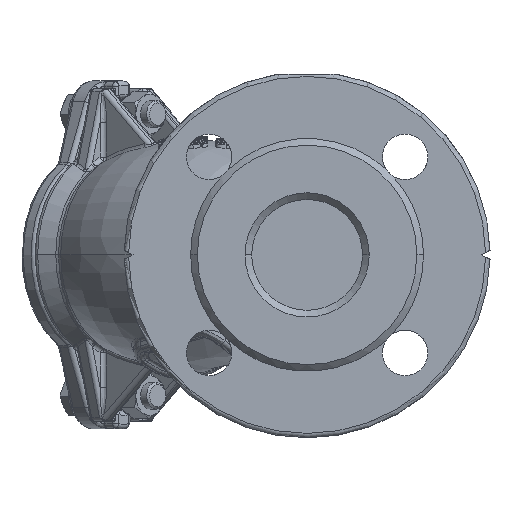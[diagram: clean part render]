
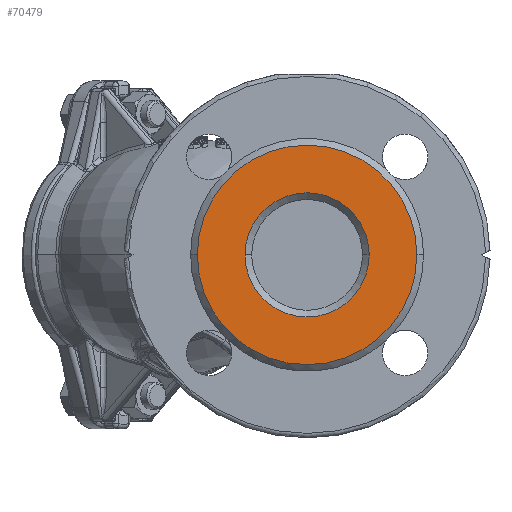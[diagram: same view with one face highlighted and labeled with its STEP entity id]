
A CAD part, left-side view. The second image highlights one B-rep face of the part: STEP entity #70479.
In plain terms, the highlighted planar face has unit normal (-1, 0, 0).
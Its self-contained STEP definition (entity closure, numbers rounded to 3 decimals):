
#7506 = AXIS2_PLACEMENT_3D ( 'NONE', #10421, #10422, #10423 ) ;
#7583 = AXIS2_PLACEMENT_3D ( 'NONE', #10770, #10771, #10772 ) ;
#10421 = CARTESIAN_POINT ( 'NONE',  ( -108., 0., 0. ) ) ;
#10422 = DIRECTION ( 'NONE',  ( 1., 0., 0. ) ) ;
#10423 = DIRECTION ( 'NONE',  ( 0., 1., 0. ) ) ;
#10770 = CARTESIAN_POINT ( 'NONE',  ( -108., 0., 0. ) ) ;
#10771 = DIRECTION ( 'NONE',  ( 1., 0., 0. ) ) ;
#10772 = DIRECTION ( 'NONE',  ( 0., -1., 0. ) ) ;
#13471 = FACE_OUTER_BOUND ( 'NONE', #50197, .T. ) ;
#13481 = FACE_BOUND ( 'NONE', #50214, .T. ) ;
#17594 = CIRCLE ( 'NONE', #7506, 49.5 ) ;
#17923 = CIRCLE ( 'NONE', #7583, 28. ) ;
#22151 = CARTESIAN_POINT ( 'NONE',  ( -108., 0., 0. ) ) ;
#22152 = DIRECTION ( 'NONE',  ( 1., 0., 0. ) ) ;
#22153 = DIRECTION ( 'NONE',  ( 0., 1., 0. ) ) ;
#22158 = CARTESIAN_POINT ( 'NONE',  ( -108., 0., 0. ) ) ;
#22159 = DIRECTION ( 'NONE',  ( 1., 0., 0. ) ) ;
#22160 = DIRECTION ( 'NONE',  ( 0., -1., 0. ) ) ;
#30859 = AXIS2_PLACEMENT_3D ( 'NONE', #22151, #22152, #22153 ) ;
#30861 = AXIS2_PLACEMENT_3D ( 'NONE', #22158, #22159, #22160 ) ;
#33849 = CARTESIAN_POINT ( 'NONE',  ( -108., 0., 0. ) ) ;
#33864 = PLANE ( 'NONE',  #53896 ) ;
#33867 = DIRECTION ( 'NONE',  ( -1., 0., 0. ) ) ;
#33869 = DIRECTION ( 'NONE',  ( 0., -1., 0. ) ) ;
#38286 = EDGE_CURVE ( 'NONE', #52890, #52950, #62769, .T. ) ;
#38288 = EDGE_CURVE ( 'NONE', #52968, #52967, #62776, .T. ) ;
#40392 = CARTESIAN_POINT ( 'NONE',  ( -108., -49.5, 0. ) ) ;
#40452 = CARTESIAN_POINT ( 'NONE',  ( -108., 49.5, 0. ) ) ;
#40469 = CARTESIAN_POINT ( 'NONE',  ( -108., -28., 0. ) ) ;
#40470 = CARTESIAN_POINT ( 'NONE',  ( -108., 28., 0. ) ) ;
#41767 = ORIENTED_EDGE ( 'NONE', *, *, #55912, .F. ) ;
#50197 = EDGE_LOOP ( 'NONE', ( #41767, #68324 ) ) ;
#50214 = EDGE_LOOP ( 'NONE', ( #68513, #68508 ) ) ;
#52890 = VERTEX_POINT ( 'NONE', #40392 ) ;
#52950 = VERTEX_POINT ( 'NONE', #40452 ) ;
#52967 = VERTEX_POINT ( 'NONE', #40469 ) ;
#52968 = VERTEX_POINT ( 'NONE', #40470 ) ;
#53896 = AXIS2_PLACEMENT_3D ( 'NONE', #33849, #33867, #33869 ) ;
#55912 = EDGE_CURVE ( 'NONE', #52950, #52890, #17594, .T. ) ;
#56010 = EDGE_CURVE ( 'NONE', #52967, #52968, #17923, .T. ) ;
#62769 = CIRCLE ( 'NONE', #30859, 49.5 ) ;
#62776 = CIRCLE ( 'NONE', #30861, 28. ) ;
#68324 = ORIENTED_EDGE ( 'NONE', *, *, #38286, .F. ) ;
#68508 = ORIENTED_EDGE ( 'NONE', *, *, #38288, .T. ) ;
#68513 = ORIENTED_EDGE ( 'NONE', *, *, #56010, .T. ) ;
#70479 = ADVANCED_FACE ( 'NONE', ( #13481, #13471 ), #33864, .T. ) ;
